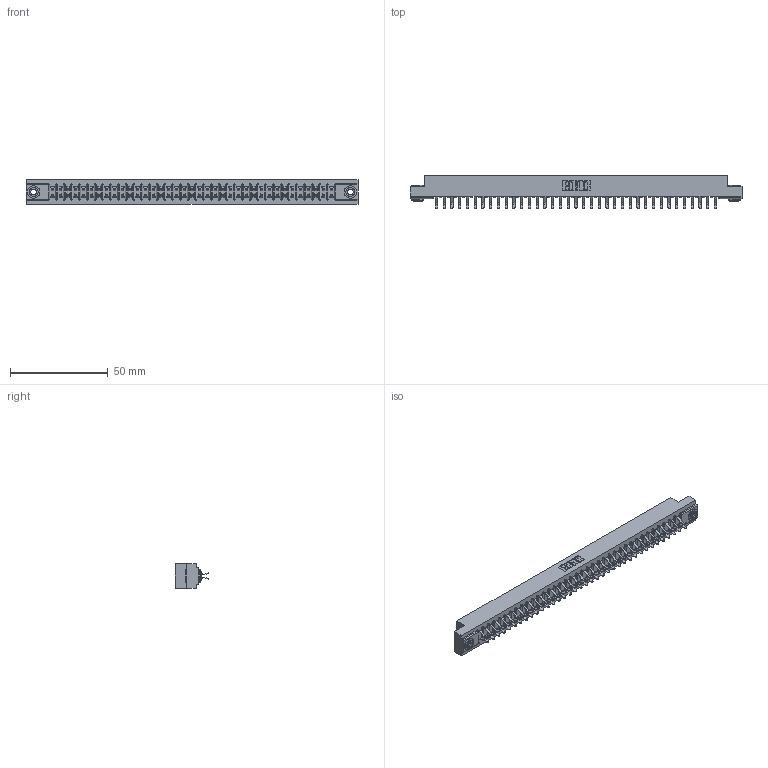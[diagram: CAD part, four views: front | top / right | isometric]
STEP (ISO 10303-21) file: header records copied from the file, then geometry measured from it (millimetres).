
FILE_DESCRIPTION (( 'STEP AP203' ), '1' );
FILE_NAME ('357-074-556-203.STEP', '2018-08-12T20:49:16', ( '' ), ( '' ), 'SwSTEP 2.0', 'SolidWorks 2016', '' );
FILE_SCHEMA (( 'CONFIG_CONTROL_DESIGN' ));
Length unit declared in the file: inch
Products named in the file (4): 307 Part_.156 Dia Mounting Holes; 307-290-001_556; 345-250-002_345-250-002-102; 357-074-556-203
Assembly tree (77 placements, depth 2):
  357-074-556-203
    307 Part_.156 Dia Mounting Holes
    307-290-001_556  x74
    345-250-002_345-250-002-102  x2
Bounding box: 169.62 x 16.97 x 12.7 mm (x, y, z)
Volume: 17989.7 mm3; surface area: 21966 mm2
Topology: 77 solids, 77 shells, 3908 faces, 10943 edges, 7090 vertices
Faces by surface type: plane 2536, cylinder 1288, sphere 76, cone 8
Entity records: 34689 total; most frequent: CARTESIAN_POINT 5658, ORIENTED_EDGE 5598, DIRECTION 5559, EDGE_CURVE 2799, LINE 2137, VECTOR 2137, VERTEX_POINT 1810, AXIS2_PLACEMENT_3D 1711
